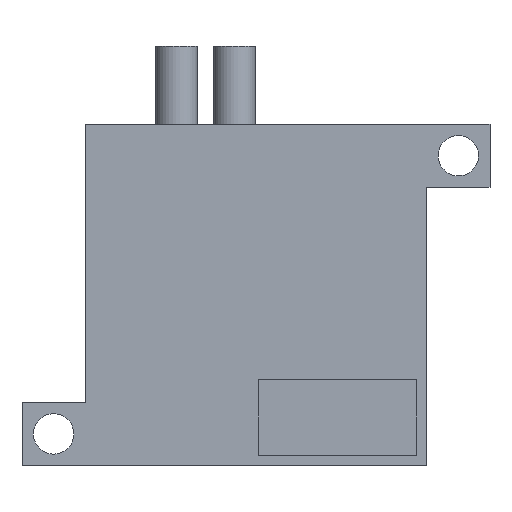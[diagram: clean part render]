
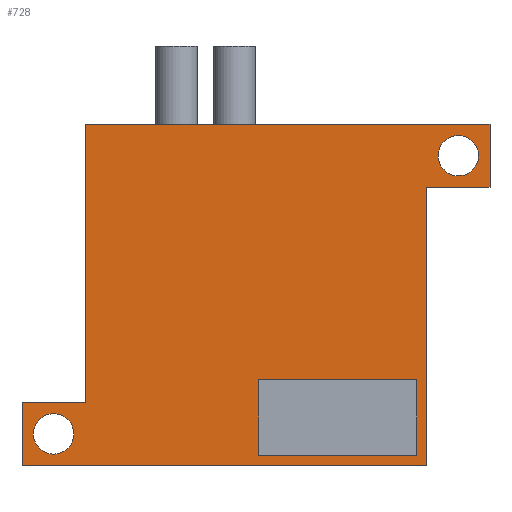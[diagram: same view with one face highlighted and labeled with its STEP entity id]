
A CAD part, front view. The second image highlights one B-rep face of the part: STEP entity #728.
In plain terms, the highlighted planar face has unit normal (0, -1, 0).
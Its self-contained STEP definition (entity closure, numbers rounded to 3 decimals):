
#23=FACE_BOUND('',#114,.T.);
#24=FACE_BOUND('',#115,.T.);
#25=FACE_BOUND('',#116,.T.);
#29=CIRCLE('',#778,1.6);
#31=CIRCLE('',#781,1.6);
#66=FACE_OUTER_BOUND('',#113,.T.);
#113=EDGE_LOOP('',(#589,#590,#591,#592,#593,#594,#595,#596));
#114=EDGE_LOOP('',(#597,#598,#599,#600));
#115=EDGE_LOOP('',(#601));
#116=EDGE_LOOP('',(#602));
#159=LINE('',#1058,#247);
#163=LINE('',#1066,#251);
#166=LINE('',#1072,#254);
#169=LINE('',#1077,#257);
#173=LINE('',#1095,#261);
#177=LINE('',#1103,#265);
#180=LINE('',#1109,#268);
#183=LINE('',#1115,#271);
#186=LINE('',#1121,#274);
#189=LINE('',#1127,#277);
#192=LINE('',#1133,#280);
#195=LINE('',#1138,#283);
#247=VECTOR('',#860,10.);
#251=VECTOR('',#866,10.);
#254=VECTOR('',#871,10.);
#257=VECTOR('',#876,10.);
#261=VECTOR('',#896,10.);
#265=VECTOR('',#902,10.);
#268=VECTOR('',#907,10.);
#271=VECTOR('',#912,10.);
#274=VECTOR('',#917,10.);
#277=VECTOR('',#922,10.);
#280=VECTOR('',#927,10.);
#283=VECTOR('',#932,10.);
#327=VERTEX_POINT('',#1056);
#328=VERTEX_POINT('',#1057);
#331=VERTEX_POINT('',#1065);
#333=VERTEX_POINT('',#1071);
#336=VERTEX_POINT('',#1083);
#338=VERTEX_POINT('',#1089);
#339=VERTEX_POINT('',#1093);
#340=VERTEX_POINT('',#1094);
#343=VERTEX_POINT('',#1102);
#345=VERTEX_POINT('',#1108);
#347=VERTEX_POINT('',#1114);
#349=VERTEX_POINT('',#1120);
#351=VERTEX_POINT('',#1126);
#353=VERTEX_POINT('',#1132);
#399=EDGE_CURVE('',#327,#328,#159,.T.);
#403=EDGE_CURVE('',#328,#331,#163,.T.);
#406=EDGE_CURVE('',#331,#333,#166,.T.);
#409=EDGE_CURVE('',#333,#327,#169,.T.);
#413=EDGE_CURVE('',#336,#336,#29,.T.);
#416=EDGE_CURVE('',#338,#338,#31,.T.);
#417=EDGE_CURVE('',#339,#340,#173,.T.);
#421=EDGE_CURVE('',#343,#340,#177,.T.);
#424=EDGE_CURVE('',#345,#343,#180,.T.);
#427=EDGE_CURVE('',#345,#347,#183,.T.);
#430=EDGE_CURVE('',#347,#349,#186,.T.);
#433=EDGE_CURVE('',#351,#349,#189,.T.);
#436=EDGE_CURVE('',#353,#351,#192,.T.);
#439=EDGE_CURVE('',#339,#353,#195,.T.);
#589=ORIENTED_EDGE('',*,*,#439,.F.);
#590=ORIENTED_EDGE('',*,*,#417,.T.);
#591=ORIENTED_EDGE('',*,*,#421,.F.);
#592=ORIENTED_EDGE('',*,*,#424,.F.);
#593=ORIENTED_EDGE('',*,*,#427,.T.);
#594=ORIENTED_EDGE('',*,*,#430,.T.);
#595=ORIENTED_EDGE('',*,*,#433,.F.);
#596=ORIENTED_EDGE('',*,*,#436,.F.);
#597=ORIENTED_EDGE('',*,*,#399,.T.);
#598=ORIENTED_EDGE('',*,*,#403,.T.);
#599=ORIENTED_EDGE('',*,*,#406,.T.);
#600=ORIENTED_EDGE('',*,*,#409,.T.);
#601=ORIENTED_EDGE('',*,*,#416,.F.);
#602=ORIENTED_EDGE('',*,*,#413,.F.);
#687=PLANE('',#791);
#728=ADVANCED_FACE('',(#66,#23,#24,#25),#687,.F.);
#778=AXIS2_PLACEMENT_3D('',#1085,#885,#886);
#781=AXIS2_PLACEMENT_3D('',#1091,#892,#893);
#791=AXIS2_PLACEMENT_3D('',#1141,#936,#937);
#860=DIRECTION('',(0.,0.,-1.));
#866=DIRECTION('',(-1.,0.,0.));
#871=DIRECTION('',(0.,0.,1.));
#876=DIRECTION('',(1.,0.,0.));
#885=DIRECTION('center_axis',(0.,-1.,0.));
#886=DIRECTION('ref_axis',(1.,0.,0.));
#892=DIRECTION('center_axis',(0.,-1.,0.));
#893=DIRECTION('ref_axis',(1.,0.,0.));
#896=DIRECTION('',(0.,0.,1.));
#902=DIRECTION('',(-1.,0.,0.));
#907=DIRECTION('',(0.,0.,-1.));
#912=DIRECTION('',(-1.,0.,0.));
#917=DIRECTION('',(0.,0.,-1.));
#922=DIRECTION('',(1.,0.,0.));
#927=DIRECTION('',(0.,0.,1.));
#932=DIRECTION('',(-1.,0.,0.));
#936=DIRECTION('center_axis',(0.,1.,0.));
#937=DIRECTION('ref_axis',(1.,0.,0.));
#1056=CARTESIAN_POINT('',(12.7,0.,-6.7));
#1057=CARTESIAN_POINT('',(12.7,0.,-12.7));
#1058=CARTESIAN_POINT('',(12.7,0.,-6.35));
#1065=CARTESIAN_POINT('',(0.2,0.,-12.7));
#1066=CARTESIAN_POINT('',(0.1,0.,-12.7));
#1071=CARTESIAN_POINT('',(0.2,0.,-6.7));
#1072=CARTESIAN_POINT('',(0.2,0.,-3.35));
#1077=CARTESIAN_POINT('',(6.35,0.,-6.7));
#1083=CARTESIAN_POINT('',(-17.6,0.,-11.));
#1085=CARTESIAN_POINT('Origin',(-16.,0.,-11.));
#1089=CARTESIAN_POINT('',(14.4,0.,11.));
#1091=CARTESIAN_POINT('Origin',(16.,0.,11.));
#1093=CARTESIAN_POINT('',(13.5,0.,-13.5));
#1094=CARTESIAN_POINT('',(13.5,0.,8.5));
#1095=CARTESIAN_POINT('',(13.5,0.,-13.5));
#1102=CARTESIAN_POINT('',(18.5,0.,8.5));
#1103=CARTESIAN_POINT('',(18.5,0.,8.5));
#1108=CARTESIAN_POINT('',(18.5,0.,13.5));
#1109=CARTESIAN_POINT('',(18.5,0.,13.5));
#1114=CARTESIAN_POINT('',(-13.5,0.,13.5));
#1115=CARTESIAN_POINT('',(13.5,0.,13.5));
#1120=CARTESIAN_POINT('',(-13.5,0.,-8.5));
#1121=CARTESIAN_POINT('',(-13.5,0.,13.5));
#1126=CARTESIAN_POINT('',(-18.5,0.,-8.5));
#1127=CARTESIAN_POINT('',(-18.5,0.,-8.5));
#1132=CARTESIAN_POINT('',(-18.5,0.,-13.5));
#1133=CARTESIAN_POINT('',(-18.5,0.,-13.5));
#1138=CARTESIAN_POINT('',(-13.5,0.,-13.5));
#1141=CARTESIAN_POINT('Origin',(0.,0.,0.));
